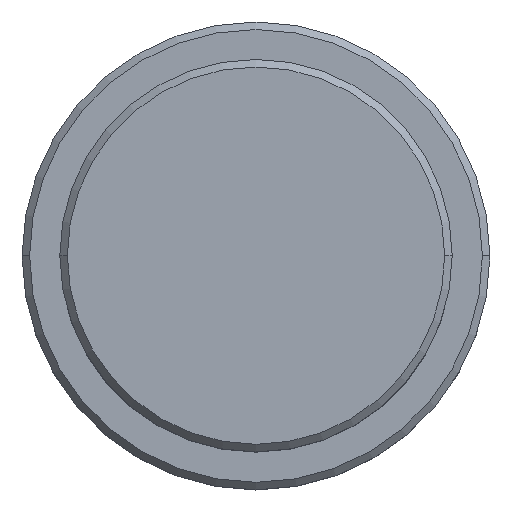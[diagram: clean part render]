
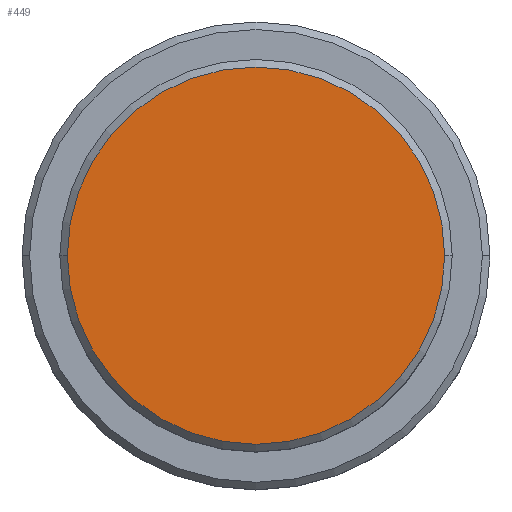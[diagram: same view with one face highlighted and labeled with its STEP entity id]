
A CAD part, top view. The second image highlights one B-rep face of the part: STEP entity #449.
In plain terms, the highlighted planar face has unit normal (0, 0, 1).
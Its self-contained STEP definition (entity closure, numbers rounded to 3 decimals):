
#44 = ORIENTED_EDGE ( 'NONE', *, *, #1309, .T. ) ;
#48 = CARTESIAN_POINT ( 'NONE',  ( 0., 0., 0. ) ) ;
#95 = AXIS2_PLACEMENT_3D ( 'NONE', #48, #391, #806 ) ;
#101 = PLANE ( 'NONE',  #95 ) ;
#126 = EDGE_CURVE ( 'NONE', #597, #198, #823, .T. ) ;
#190 = DIRECTION ( 'NONE',  ( 0., 0., 1. ) ) ;
#198 = VERTEX_POINT ( 'NONE', #1416 ) ;
#202 = DIRECTION ( 'NONE',  ( 1., 0., 0. ) ) ;
#327 = CARTESIAN_POINT ( 'NONE',  ( 0., 0., 0. ) ) ;
#391 = DIRECTION ( 'NONE',  ( 0., 0., 1. ) ) ;
#428 = DIRECTION ( 'NONE',  ( 0., 0., 1. ) ) ;
#449 = ADVANCED_FACE ( 'NONE', ( #1393 ), #101, .T. ) ;
#536 = DIRECTION ( 'NONE',  ( 1., 0., 0. ) ) ;
#562 = AXIS2_PLACEMENT_3D ( 'NONE', #844, #190, #202 ) ;
#590 = CIRCLE ( 'NONE', #974, 12.5 ) ;
#597 = VERTEX_POINT ( 'NONE', #769 ) ;
#769 = CARTESIAN_POINT ( 'NONE',  ( -12.5, 0., 0. ) ) ;
#806 = DIRECTION ( 'NONE',  ( 1., 0., 0. ) ) ;
#823 = CIRCLE ( 'NONE', #562, 12.5 ) ;
#844 = CARTESIAN_POINT ( 'NONE',  ( 0., 0., 0. ) ) ;
#974 = AXIS2_PLACEMENT_3D ( 'NONE', #327, #428, #536 ) ;
#1200 = ORIENTED_EDGE ( 'NONE', *, *, #126, .T. ) ;
#1207 = EDGE_LOOP ( 'NONE', ( #1200, #44 ) ) ;
#1309 = EDGE_CURVE ( 'NONE', #198, #597, #590, .T. ) ;
#1393 = FACE_OUTER_BOUND ( 'NONE', #1207, .T. ) ;
#1416 = CARTESIAN_POINT ( 'NONE',  ( 12.5, 0., 0. ) ) ;
